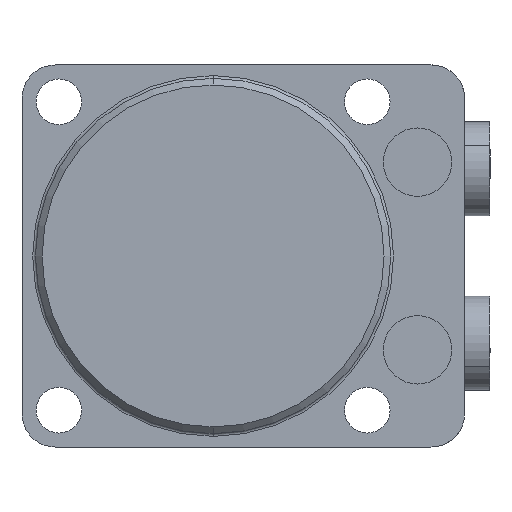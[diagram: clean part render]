
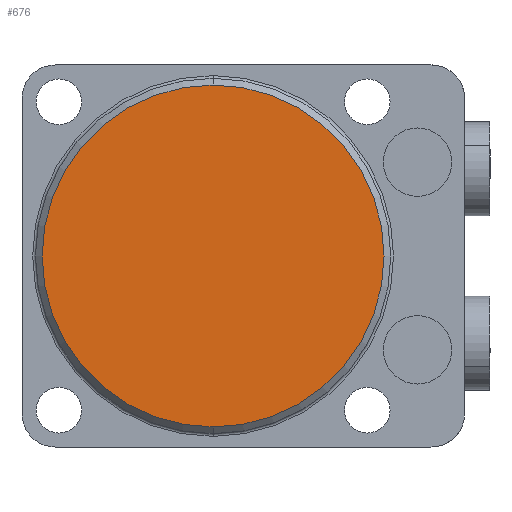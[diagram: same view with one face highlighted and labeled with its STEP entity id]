
A CAD part, front view. The second image highlights one B-rep face of the part: STEP entity #676.
In plain terms, the highlighted planar face has unit normal (0, -1, 0).
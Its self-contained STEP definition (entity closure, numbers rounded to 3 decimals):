
#56 = VERTEX_POINT ( 'NONE', #4077 ) ;
#199 = VERTEX_POINT ( 'NONE', #3832 ) ;
#271 = EDGE_LOOP ( 'NONE', ( #3446, #3445 ) ) ;
#366 = EDGE_CURVE ( 'NONE', #199, #56, #1422, .T. ) ;
#676 = ADVANCED_FACE ( 'NONE', ( #2022 ), #1963, .T. ) ;
#1012 = EDGE_CURVE ( 'NONE', #56, #199, #2110, .T. ) ;
#1030 = AXIS2_PLACEMENT_3D ( 'NONE', #3680, #3679, #3678 ) ;
#1080 = AXIS2_PLACEMENT_3D ( 'NONE', #2507, #2508, #2509 ) ;
#1117 = AXIS2_PLACEMENT_3D ( 'NONE', #1961, #1966, #1967 ) ;
#1422 = CIRCLE ( 'NONE', #1030, 25.5 ) ;
#1961 = CARTESIAN_POINT ( 'NONE',  ( 0., -31.5, 0. ) ) ;
#1963 = PLANE ( 'NONE',  #1117 ) ;
#1966 = DIRECTION ( 'NONE',  ( 0., -1., 0. ) ) ;
#1967 = DIRECTION ( 'NONE',  ( 0., 0., -1. ) ) ;
#2022 = FACE_OUTER_BOUND ( 'NONE', #271, .T. ) ;
#2110 = CIRCLE ( 'NONE', #1080, 25.5 ) ;
#2507 = CARTESIAN_POINT ( 'NONE',  ( 0., -31.5, 0. ) ) ;
#2508 = DIRECTION ( 'NONE',  ( 0., -1., 0. ) ) ;
#2509 = DIRECTION ( 'NONE',  ( 0., 0., -1. ) ) ;
#3445 = ORIENTED_EDGE ( 'NONE', *, *, #366, .T. ) ;
#3446 = ORIENTED_EDGE ( 'NONE', *, *, #1012, .T. ) ;
#3678 = DIRECTION ( 'NONE',  ( 0., 0., -1. ) ) ;
#3679 = DIRECTION ( 'NONE',  ( 0., -1., 0. ) ) ;
#3680 = CARTESIAN_POINT ( 'NONE',  ( 0., -31.5, 0. ) ) ;
#3832 = CARTESIAN_POINT ( 'NONE',  ( 0., -31.5, -25.5 ) ) ;
#4077 = CARTESIAN_POINT ( 'NONE',  ( 0., -31.5, 25.5 ) ) ;
